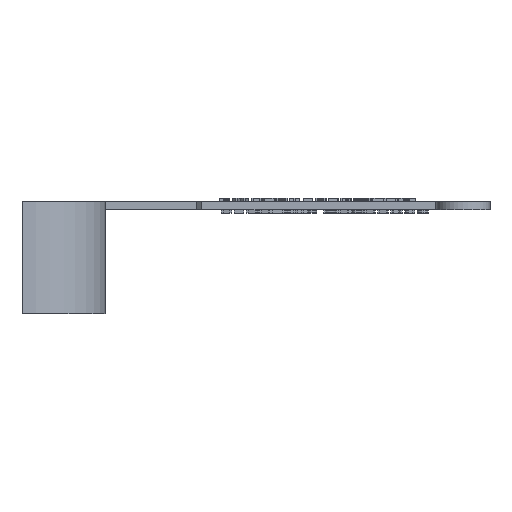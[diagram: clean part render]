
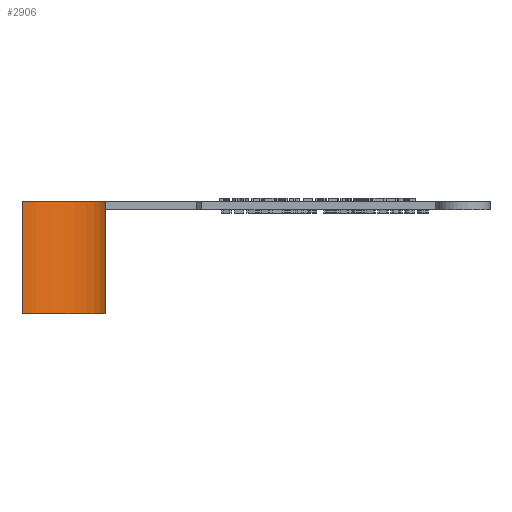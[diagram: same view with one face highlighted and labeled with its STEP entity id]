
A CAD part, front view. The second image highlights one B-rep face of the part: STEP entity #2906.
In plain terms, the highlighted cylindrical face has radius 10 mm (diameter 20 mm), a partial arc.
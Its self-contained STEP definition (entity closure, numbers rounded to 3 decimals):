
#2906 = ADVANCED_FACE( '', ( #6419 ), #6420, .T. );
#6419 = FACE_OUTER_BOUND( '', #10477, .T. );
#6420 = CYLINDRICAL_SURFACE( '', #10478, 10. );
#10477 = EDGE_LOOP( '', ( #20100, #20101, #20102, #20103 ) );
#10478 = AXIS2_PLACEMENT_3D( '', #20104, #20105, #20106 );
#20100 = ORIENTED_EDGE( '', *, *, #25906, .F. );
#20101 = ORIENTED_EDGE( '', *, *, #27418, .T. );
#20102 = ORIENTED_EDGE( '', *, *, #25571, .T. );
#20103 = ORIENTED_EDGE( '', *, *, #29112, .F. );
#20104 = CARTESIAN_POINT( '', ( 15.834, -2.742, 0.484 ) );
#20105 = DIRECTION( '', ( 0., 0., 1. ) );
#20106 = DIRECTION( '', ( 0., -1., 0. ) );
#25571 = EDGE_CURVE( '', #31124, #31122, #31125, .T. );
#25906 = EDGE_CURVE( '', #31708, #31709, #31710, .T. );
#27418 = EDGE_CURVE( '', #31708, #31124, #34193, .T. );
#29112 = EDGE_CURVE( '', #31709, #31122, #36646, .T. );
#31122 = VERTEX_POINT( '', #39217 );
#31124 = VERTEX_POINT( '', #39220 );
#31125 = LINE( '', #39221, #39222 );
#31708 = VERTEX_POINT( '', #40076 );
#31709 = VERTEX_POINT( '', #40077 );
#31710 = LINE( '', #40078, #40079 );
#34193 = CIRCLE( '', #43854, 10. );
#36646 = CIRCLE( '', #47747, 10. );
#39217 = CARTESIAN_POINT( '', ( 15.834, -12.742, -13.016 ) );
#39220 = CARTESIAN_POINT( '', ( 15.834, -12.742, 0.484 ) );
#39221 = CARTESIAN_POINT( '', ( 15.834, -12.742, 0.484 ) );
#39222 = VECTOR( '', #49804, 1000. );
#40076 = CARTESIAN_POINT( '', ( 25.834, -2.742, 0.484 ) );
#40077 = CARTESIAN_POINT( '', ( 25.834, -2.742, -13.016 ) );
#40078 = CARTESIAN_POINT( '', ( 25.834, -2.742, 0.484 ) );
#40079 = VECTOR( '', #50082, 1000. );
#43854 = AXIS2_PLACEMENT_3D( '', #51348, #51349, #51350 );
#47747 = AXIS2_PLACEMENT_3D( '', #52802, #52803, #52804 );
#49804 = DIRECTION( '', ( 0., 0., -1. ) );
#50082 = DIRECTION( '', ( 0., 0., -1. ) );
#51348 = CARTESIAN_POINT( '', ( 15.834, -2.742, 0.484 ) );
#51349 = DIRECTION( '', ( 0., 0., -1. ) );
#51350 = DIRECTION( '', ( 0., -1., 0. ) );
#52802 = CARTESIAN_POINT( '', ( 15.834, -2.742, -13.016 ) );
#52803 = DIRECTION( '', ( 0., 0., -1. ) );
#52804 = DIRECTION( '', ( 0., -1., 0. ) );
